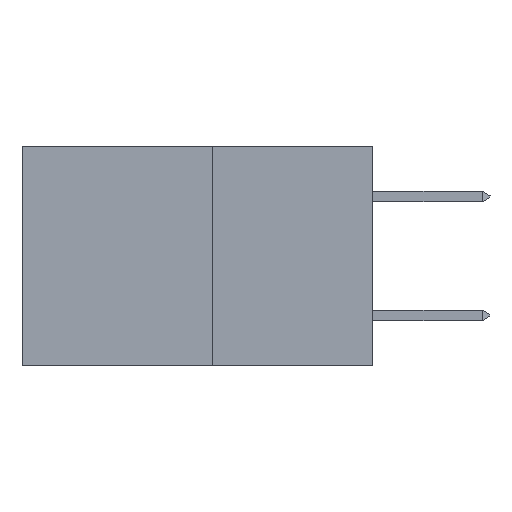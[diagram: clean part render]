
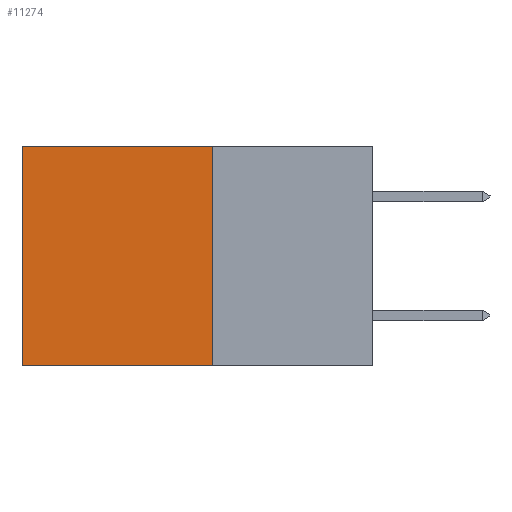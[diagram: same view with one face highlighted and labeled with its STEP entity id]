
A CAD part, left-side view. The second image highlights one B-rep face of the part: STEP entity #11274.
In plain terms, the highlighted planar face has unit normal (-1, 0, 0).
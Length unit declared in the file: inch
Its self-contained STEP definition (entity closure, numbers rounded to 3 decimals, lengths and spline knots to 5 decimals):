
#296 = CARTESIAN_POINT ( 'NONE',  ( 0.277, 0.27, 0. ) ) ;
#2225 = CARTESIAN_POINT ( 'NONE',  ( 0.277, 0.27, 0. ) ) ;
#2987 = LINE ( 'NONE', #25406, #23264 ) ;
#3079 = VECTOR ( 'NONE', #5662, 39.37008 ) ;
#3843 = LINE ( 'NONE', #16640, #18976 ) ;
#4649 = CARTESIAN_POINT ( 'NONE',  ( 0.277, 0.27, -0.37 ) ) ;
#5340 = DIRECTION ( 'NONE',  ( 0., 1., 0. ) ) ;
#5588 = VERTEX_POINT ( 'NONE', #15903 ) ;
#5662 = DIRECTION ( 'NONE',  ( 0., 1., 0. ) ) ;
#5695 = CARTESIAN_POINT ( 'NONE',  ( 0.277, 0.59, 0. ) ) ;
#5778 = VECTOR ( 'NONE', #5340, 39.37008 ) ;
#6695 = DIRECTION ( 'NONE',  ( 1., 0., 0. ) ) ;
#6834 = ORIENTED_EDGE ( 'NONE', *, *, #7928, .F. ) ;
#7499 = CARTESIAN_POINT ( 'NONE',  ( 0.277, 0.59, -0.37 ) ) ;
#7928 = EDGE_CURVE ( 'NONE', #24334, #5588, #2987, .T. ) ;
#9571 = EDGE_CURVE ( 'NONE', #24334, #17481, #21398, .T. ) ;
#10569 = EDGE_LOOP ( 'NONE', ( #17971, #16520, #6834, #18221 ) ) ;
#11274 = ADVANCED_FACE ( 'NONE', ( #19531 ), #16505, .F. ) ;
#14292 = LINE ( 'NONE', #21317, #3079 ) ;
#15903 = CARTESIAN_POINT ( 'NONE',  ( 0.277, 0.27, -0.37 ) ) ;
#16505 = PLANE ( 'NONE',  #21942 ) ;
#16520 = ORIENTED_EDGE ( 'NONE', *, *, #18167, .F. ) ;
#16640 = CARTESIAN_POINT ( 'NONE',  ( 0.277, 0.59, -0.37 ) ) ;
#17481 = VERTEX_POINT ( 'NONE', #5695 ) ;
#17971 = ORIENTED_EDGE ( 'NONE', *, *, #22512, .T. ) ;
#18167 = EDGE_CURVE ( 'NONE', #5588, #22093, #14292, .T. ) ;
#18221 = ORIENTED_EDGE ( 'NONE', *, *, #9571, .T. ) ;
#18976 = VECTOR ( 'NONE', #20554, 39.37008 ) ;
#19531 = FACE_OUTER_BOUND ( 'NONE', #10569, .T. ) ;
#20005 = DIRECTION ( 'NONE',  ( 0., 0., -1. ) ) ;
#20420 = DIRECTION ( 'NONE',  ( 0., 0., -1. ) ) ;
#20554 = DIRECTION ( 'NONE',  ( 0., 0., -1. ) ) ;
#21317 = CARTESIAN_POINT ( 'NONE',  ( 0.277, 0.27, -0.37 ) ) ;
#21398 = LINE ( 'NONE', #2225, #5778 ) ;
#21942 = AXIS2_PLACEMENT_3D ( 'NONE', #4649, #6695, #20420 ) ;
#22093 = VERTEX_POINT ( 'NONE', #7499 ) ;
#22512 = EDGE_CURVE ( 'NONE', #17481, #22093, #3843, .T. ) ;
#23264 = VECTOR ( 'NONE', #20005, 39.37008 ) ;
#24334 = VERTEX_POINT ( 'NONE', #296 ) ;
#25406 = CARTESIAN_POINT ( 'NONE',  ( 0.277, 0.27, -0.37 ) ) ;
